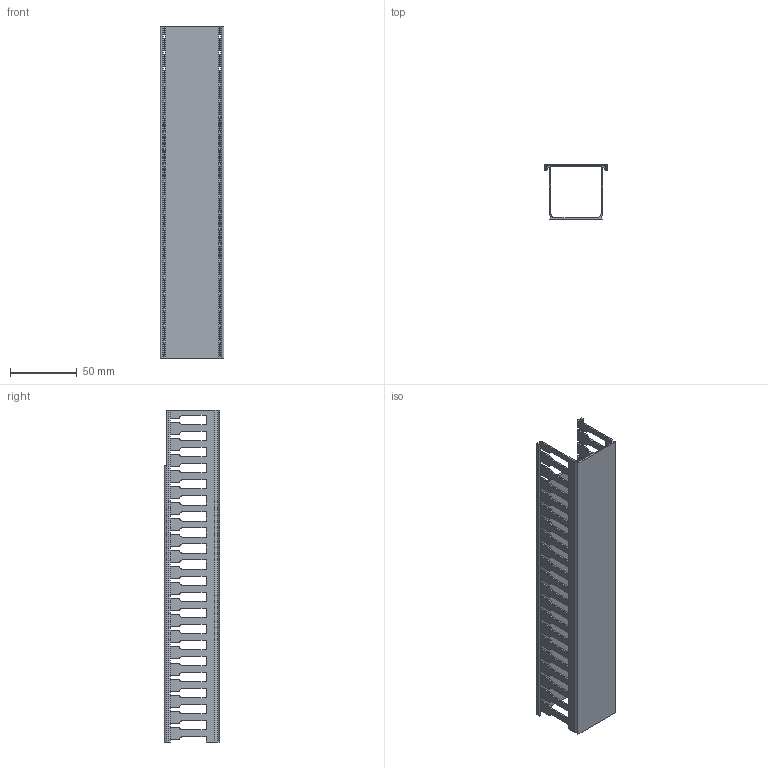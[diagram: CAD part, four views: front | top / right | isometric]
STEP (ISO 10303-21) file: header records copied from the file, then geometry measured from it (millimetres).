
FILE_DESCRIPTION (( 'STEP AP214' ), '1' );
FILE_NAME ('Wire Duct_Cable Tray 248.STEP', '2024-08-01T02:05:44', ( '' ), ( '' ), 'SwSTEP 2.0', 'SolidWorks 2022', '' );
FILE_SCHEMA (( 'AUTOMOTIVE_DESIGN' ));
Length unit declared in the file: millimetre
Products named in the file (1): Wire Duct_Cable Tray 248
Bounding box: 47.6 x 41.2 x 248 mm (x, y, z)
Volume: 41311.1 mm3; surface area: 74343.6 mm2
Topology: 2 solids, 2 shells, 538 faces, 1600 edges, 1066 vertices
Faces by surface type: plane 320, cylinder 218
Entity records: 18129 total; most frequent: CARTESIAN_POINT 3205, ORIENTED_EDGE 3200, DIRECTION 3116, EDGE_CURVE 1600, VECTOR 1162, LINE 1162, VERTEX_POINT 1066, AXIS2_PLACEMENT_3D 977
